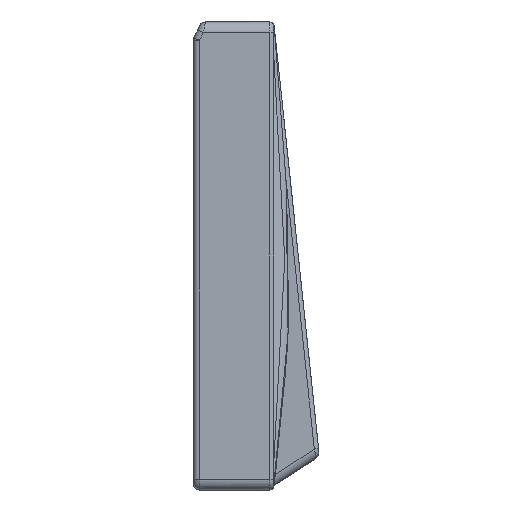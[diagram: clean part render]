
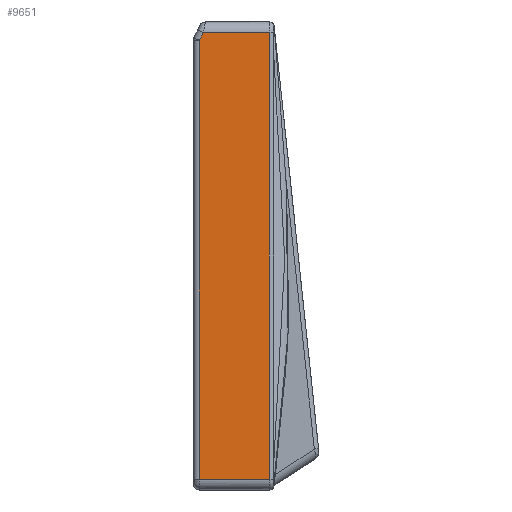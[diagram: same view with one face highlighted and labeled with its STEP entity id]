
A CAD part, left-side view. The second image highlights one B-rep face of the part: STEP entity #9651.
In plain terms, the highlighted planar face has unit normal (-1, 0, 0).
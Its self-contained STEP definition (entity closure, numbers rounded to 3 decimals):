
#504=PLANE('',#10273);
#935=FACE_OUTER_BOUND('',#1509,.T.);
#1509=EDGE_LOOP('',(#7896,#7897,#7898,#7899,#7900));
#2658=LINE('',#24405,#3315);
#2669=LINE('',#24465,#3326);
#2672=LINE('',#24481,#3329);
#2796=LINE('',#26244,#3453);
#2797=LINE('',#26245,#3454);
#3315=VECTOR('',#11490,1.5);
#3326=VECTOR('',#11531,10.);
#3329=VECTOR('',#11540,1000.);
#3453=VECTOR('',#11862,1000.);
#3454=VECTOR('',#11863,10.);
#4283=VERTEX_POINT('',#24344);
#4292=VERTEX_POINT('',#24397);
#4308=VERTEX_POINT('',#24463);
#4309=VERTEX_POINT('',#24480);
#4473=VERTEX_POINT('',#26243);
#5516=EDGE_CURVE('',#4292,#4283,#2658,.T.);
#5538=EDGE_CURVE('',#4308,#4292,#2669,.T.);
#5542=EDGE_CURVE('',#4309,#4283,#2672,.T.);
#5769=EDGE_CURVE('',#4308,#4473,#2796,.T.);
#5770=EDGE_CURVE('',#4473,#4309,#2797,.T.);
#7896=ORIENTED_EDGE('',*,*,#5516,.F.);
#7897=ORIENTED_EDGE('',*,*,#5538,.F.);
#7898=ORIENTED_EDGE('',*,*,#5769,.T.);
#7899=ORIENTED_EDGE('',*,*,#5770,.T.);
#7900=ORIENTED_EDGE('',*,*,#5542,.T.);
#9651=ADVANCED_FACE('',(#935),#504,.F.);
#10273=AXIS2_PLACEMENT_3D('',#26242,#11860,#11861);
#11490=DIRECTION('',(0.,-0.447,0.894));
#11531=DIRECTION('',(0.,0.,1.));
#11540=DIRECTION('',(0.,1.,0.));
#11860=DIRECTION('center_axis',(1.,0.,0.));
#11861=DIRECTION('ref_axis',(0.,0.,-1.));
#11862=DIRECTION('',(0.,-1.,0.));
#11863=DIRECTION('',(0.,0.,1.));
#24344=CARTESIAN_POINT('',(-147.85,16.573,52.6));
#24397=CARTESIAN_POINT('',(-147.85,17.5,50.746));
#24405=CARTESIAN_POINT('',(-147.85,60.138,-34.531));
#24463=CARTESIAN_POINT('',(-147.85,17.5,-52.6));
#24465=CARTESIAN_POINT('',(-147.85,17.5,-27.55));
#24480=CARTESIAN_POINT('',(-147.85,1.,52.6));
#24481=CARTESIAN_POINT('',(-147.85,19.,52.6));
#26242=CARTESIAN_POINT('Origin',(-147.85,19.,-55.1));
#26243=CARTESIAN_POINT('',(-147.85,1.,-52.6));
#26244=CARTESIAN_POINT('',(-147.85,19.,-52.6));
#26245=CARTESIAN_POINT('',(-147.85,1.,-52.6));
